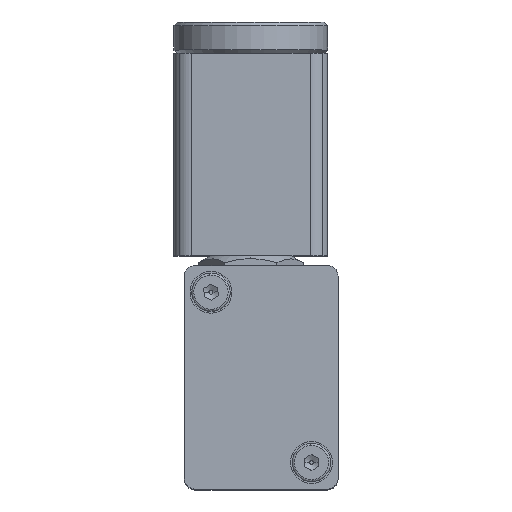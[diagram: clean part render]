
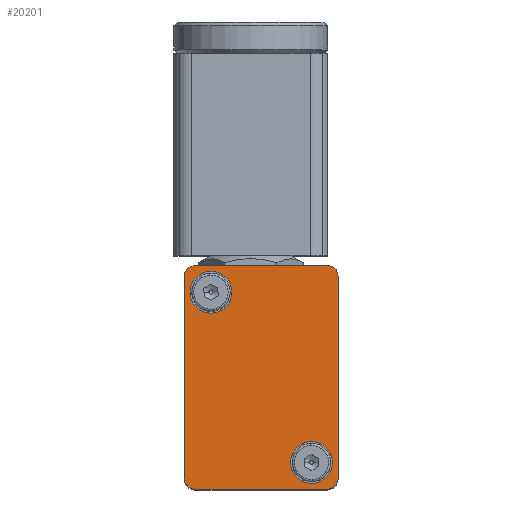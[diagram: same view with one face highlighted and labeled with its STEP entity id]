
A CAD part, top view. The second image highlights one B-rep face of the part: STEP entity #20201.
In plain terms, the highlighted face is planar.
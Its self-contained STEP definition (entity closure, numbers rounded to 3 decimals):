
#18615=CARTESIAN_POINT('',(7.2,6.25,15.2));
#18616=VERTEX_POINT('',#18615);
#18632=CARTESIAN_POINT('',(7.2,6.25,9.2));
#18633=VERTEX_POINT('',#18632);
#18640=CARTESIAN_POINT('',(7.2,6.25,12.2));
#18641=DIRECTION('',(0.0,-1.0,0.0));
#18642=DIRECTION('',(0.0,0.0,1.0));
#18643=AXIS2_PLACEMENT_3D('',#18640,#18641,#18642);
#18644=CIRCLE('',#18643,3.0);
#18645=EDGE_CURVE('',#18616,#18633,#18644,.T.);
#18657=CARTESIAN_POINT('',(-7.2,6.25,-9.2));
#18658=VERTEX_POINT('',#18657);
#18674=CARTESIAN_POINT('',(-7.2,6.25,-15.2));
#18675=VERTEX_POINT('',#18674);
#18682=CARTESIAN_POINT('',(-7.2,6.25,-12.2));
#18683=DIRECTION('',(0.0,-1.0,0.0));
#18684=DIRECTION('',(0.0,0.0,1.0));
#18685=AXIS2_PLACEMENT_3D('',#18682,#18683,#18684);
#18686=CIRCLE('',#18685,3.0);
#18687=EDGE_CURVE('',#18658,#18675,#18686,.T.);
#18699=CARTESIAN_POINT('',(-10.561,6.25,15.561));
#18700=VERTEX_POINT('',#18699);
#18716=CARTESIAN_POINT('',(-9.5,6.25,16.));
#18717=VERTEX_POINT('',#18716);
#18724=CARTESIAN_POINT('',(-9.5,6.25,14.5));
#18725=DIRECTION('',(0.0,-1.,0.0));
#18726=DIRECTION('',(-0.707,0.0,0.707));
#18727=AXIS2_PLACEMENT_3D('',#18724,#18725,#18726);
#18728=CIRCLE('',#18727,1.5);
#18729=EDGE_CURVE('',#18717,#18700,#18728,.T.);
#18741=CARTESIAN_POINT('',(-10.561,6.25,-15.561));
#18742=VERTEX_POINT('',#18741);
#18758=CARTESIAN_POINT('',(-11.0,6.25,-14.5));
#18759=VERTEX_POINT('',#18758);
#18766=CARTESIAN_POINT('',(-9.5,6.25,-14.5));
#18767=DIRECTION('',(0.0,-1.,0.0));
#18768=DIRECTION('',(-0.707,0.0,-0.707));
#18769=AXIS2_PLACEMENT_3D('',#18766,#18767,#18768);
#18770=CIRCLE('',#18769,1.5);
#18771=EDGE_CURVE('',#18759,#18742,#18770,.T.);
#18783=CARTESIAN_POINT('',(10.561,6.25,-15.561));
#18784=VERTEX_POINT('',#18783);
#18800=CARTESIAN_POINT('',(9.5,6.25,-16.0));
#18801=VERTEX_POINT('',#18800);
#18808=CARTESIAN_POINT('',(9.5,6.25,-14.5));
#18809=DIRECTION('',(0.0,-1.,0.0));
#18810=DIRECTION('',(0.707,0.0,-0.707));
#18811=AXIS2_PLACEMENT_3D('',#18808,#18809,#18810);
#18812=CIRCLE('',#18811,1.5);
#18813=EDGE_CURVE('',#18801,#18784,#18812,.T.);
#18825=CARTESIAN_POINT('',(10.561,6.25,15.561));
#18826=VERTEX_POINT('',#18825);
#18842=CARTESIAN_POINT('',(11.0,6.25,14.5));
#18843=VERTEX_POINT('',#18842);
#18850=CARTESIAN_POINT('',(9.5,6.25,14.5));
#18851=DIRECTION('',(0.0,-1.,0.0));
#18852=DIRECTION('',(0.707,0.0,0.707));
#18853=AXIS2_PLACEMENT_3D('',#18850,#18851,#18852);
#18854=CIRCLE('',#18853,1.5);
#18855=EDGE_CURVE('',#18843,#18826,#18854,.T.);
#20074=CARTESIAN_POINT('',(9.5,6.25,16.));
#20075=VERTEX_POINT('',#20074);
#20076=CARTESIAN_POINT('',(9.5,6.25,14.5));
#20077=DIRECTION('',(0.0,-1.,0.0));
#20078=DIRECTION('',(0.707,0.0,0.707));
#20079=AXIS2_PLACEMENT_3D('',#20076,#20077,#20078);
#20080=CIRCLE('',#20079,1.5);
#20081=EDGE_CURVE('',#18826,#20075,#20080,.T.);
#20107=CARTESIAN_POINT('',(9.5,6.25,16.));
#20108=DIRECTION('',(-1.0,0.0,0.0));
#20109=VECTOR('',#20108,19.0);
#20110=LINE('',#20107,#20109);
#20111=EDGE_CURVE('',#20075,#18717,#20110,.T.);
#20123=CARTESIAN_POINT('',(0.,6.25,0.));
#20124=DIRECTION('',(0.0,1.0,0.0));
#20125=DIRECTION('',(0.0,0.0,1.0));
#20126=AXIS2_PLACEMENT_3D('',#20123,#20124,#20125);
#20127=PLANE('',#20126);
#20128=ORIENTED_EDGE('',*,*,#18855,.F.);
#20129=CARTESIAN_POINT('',(11.0,6.25,-14.5));
#20130=VERTEX_POINT('',#20129);
#20131=CARTESIAN_POINT('',(11.0,6.25,-14.5));
#20132=DIRECTION('',(0.0,0.0,1.0));
#20133=VECTOR('',#20132,29.0);
#20134=LINE('',#20131,#20133);
#20135=EDGE_CURVE('',#20130,#18843,#20134,.T.);
#20136=ORIENTED_EDGE('',*,*,#20135,.F.);
#20137=CARTESIAN_POINT('',(9.5,6.25,-14.5));
#20138=DIRECTION('',(0.0,-1.,0.0));
#20139=DIRECTION('',(0.707,0.0,-0.707));
#20140=AXIS2_PLACEMENT_3D('',#20137,#20138,#20139);
#20141=CIRCLE('',#20140,1.5);
#20142=EDGE_CURVE('',#18784,#20130,#20141,.T.);
#20143=ORIENTED_EDGE('',*,*,#20142,.F.);
#20144=ORIENTED_EDGE('',*,*,#18813,.F.);
#20145=CARTESIAN_POINT('',(-9.5,6.25,-16.));
#20146=VERTEX_POINT('',#20145);
#20147=CARTESIAN_POINT('',(-9.5,6.25,-16.));
#20148=DIRECTION('',(1.0,0.0,0.0));
#20149=VECTOR('',#20148,19.0);
#20150=LINE('',#20147,#20149);
#20151=EDGE_CURVE('',#20146,#18801,#20150,.T.);
#20152=ORIENTED_EDGE('',*,*,#20151,.F.);
#20153=CARTESIAN_POINT('',(-9.5,6.25,-14.5));
#20154=DIRECTION('',(0.0,-1.,0.0));
#20155=DIRECTION('',(-0.707,0.0,-0.707));
#20156=AXIS2_PLACEMENT_3D('',#20153,#20154,#20155);
#20157=CIRCLE('',#20156,1.5);
#20158=EDGE_CURVE('',#18742,#20146,#20157,.T.);
#20159=ORIENTED_EDGE('',*,*,#20158,.F.);
#20160=ORIENTED_EDGE('',*,*,#18771,.F.);
#20161=CARTESIAN_POINT('',(-11.0,6.25,14.5));
#20162=VERTEX_POINT('',#20161);
#20163=CARTESIAN_POINT('',(-11.0,6.25,14.5));
#20164=DIRECTION('',(0.0,0.0,-1.0));
#20165=VECTOR('',#20164,29.);
#20166=LINE('',#20163,#20165);
#20167=EDGE_CURVE('',#20162,#18759,#20166,.T.);
#20168=ORIENTED_EDGE('',*,*,#20167,.F.);
#20169=CARTESIAN_POINT('',(-9.5,6.25,14.5));
#20170=DIRECTION('',(0.0,-1.,0.0));
#20171=DIRECTION('',(-0.707,0.0,0.707));
#20172=AXIS2_PLACEMENT_3D('',#20169,#20170,#20171);
#20173=CIRCLE('',#20172,1.5);
#20174=EDGE_CURVE('',#18700,#20162,#20173,.T.);
#20175=ORIENTED_EDGE('',*,*,#20174,.F.);
#20176=ORIENTED_EDGE('',*,*,#18729,.F.);
#20177=ORIENTED_EDGE('',*,*,#20111,.F.);
#20178=ORIENTED_EDGE('',*,*,#20081,.F.);
#20179=EDGE_LOOP('',(#20128,#20136,#20143,#20144,#20152,#20159,#20160,#20168,#20175,#20176,#20177,#20178));
#20180=FACE_OUTER_BOUND('',#20179,.T.);
#20181=ORIENTED_EDGE('',*,*,#18687,.T.);
#20182=CARTESIAN_POINT('',(-7.2,6.25,-12.2));
#20183=DIRECTION('',(0.0,-1.0,0.0));
#20184=DIRECTION('',(0.0,0.0,1.0));
#20185=AXIS2_PLACEMENT_3D('',#20182,#20183,#20184);
#20186=CIRCLE('',#20185,3.0);
#20187=EDGE_CURVE('',#18675,#18658,#20186,.T.);
#20188=ORIENTED_EDGE('',*,*,#20187,.T.);
#20189=EDGE_LOOP('',(#20181,#20188));
#20190=FACE_BOUND('',#20189,.T.);
#20191=ORIENTED_EDGE('',*,*,#18645,.T.);
#20192=CARTESIAN_POINT('',(7.2,6.25,12.2));
#20193=DIRECTION('',(0.0,-1.0,0.0));
#20194=DIRECTION('',(0.0,0.0,1.0));
#20195=AXIS2_PLACEMENT_3D('',#20192,#20193,#20194);
#20196=CIRCLE('',#20195,3.0);
#20197=EDGE_CURVE('',#18633,#18616,#20196,.T.);
#20198=ORIENTED_EDGE('',*,*,#20197,.T.);
#20199=EDGE_LOOP('',(#20191,#20198));
#20200=FACE_BOUND('',#20199,.T.);
#20201=ADVANCED_FACE('',(#20180,#20190,#20200),#20127,.T.);
